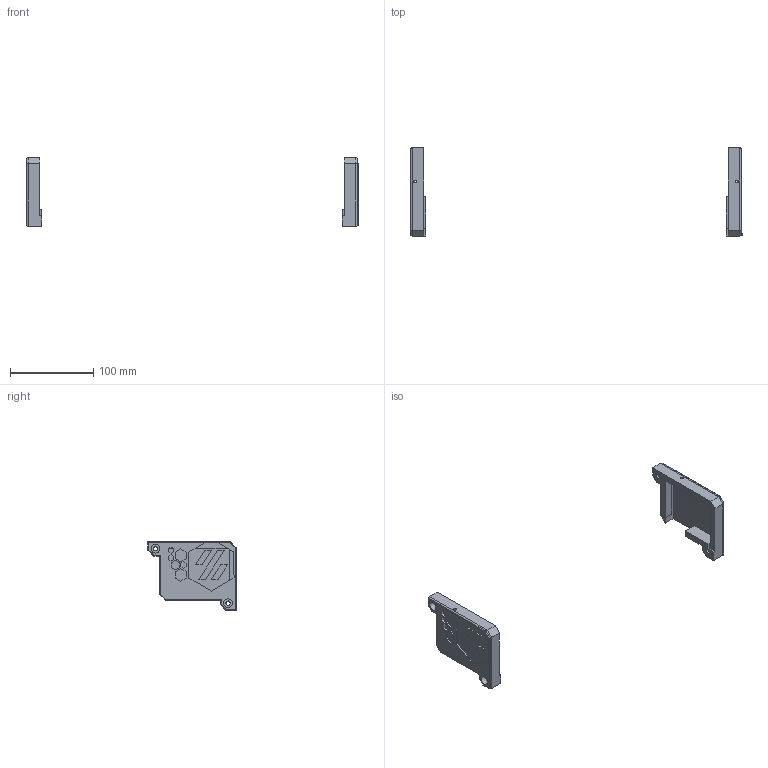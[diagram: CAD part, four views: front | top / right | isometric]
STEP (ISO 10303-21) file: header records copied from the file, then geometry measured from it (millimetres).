
FILE_DESCRIPTION(/* description */ (''),/* implementation_level */ '2;1');
FILE_NAME(/* name */ 'VSW_MotorCover v9.step',/* time_stamp */ '2022-03-16T18:27:45-07:00',/* author */ (''),/* organization */ (''),/* preprocessor_version */ 'ST-DEVELOPER v18.1',/* originating_system */ 'Autodesk Translation Framework v10.13.0.1454',/* authorisation */ '');
FILE_SCHEMA (('AUTOMOTIVE_DESIGN { 1 0 10303 214 3 1 1 }'));
Length unit declared in the file: millimetre
Products named in the file (2): VSW_MotorCover; Motor_Covers
Assembly tree (1 placements, depth 2):
  VSW_MotorCover
    Motor_Covers
Bounding box: 398.76 x 105.8 x 82.6 mm (x, y, z)
Volume: 97858.5 mm3; surface area: 48786.7 mm2
Topology: 2 solids, 2 shells, 248 faces, 610 edges, 390 vertices
Faces by surface type: plane 214, cylinder 34
Full cylindrical faces by diameter (mm): 3.387 x2, 5 x2, 5.2 x2, 10.5 x4
Entity records: 7221 total; most frequent: CARTESIAN_POINT 1251, ORIENTED_EDGE 1220, DIRECTION 1156, EDGE_CURVE 610, LINE 566, VECTOR 566, VERTEX_POINT 390, AXIS2_PLACEMENT_3D 295
